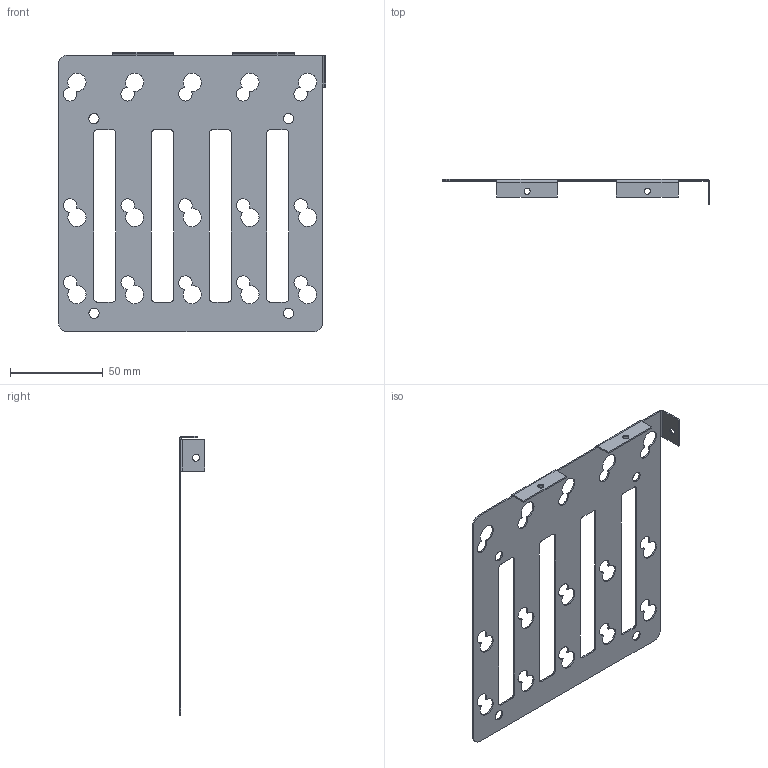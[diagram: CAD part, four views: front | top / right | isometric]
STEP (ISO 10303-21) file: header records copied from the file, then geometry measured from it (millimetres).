
FILE_DESCRIPTION (( 'STEP AP203' ), '1' );
FILE_NAME ('Part2.STEP', '2024-09-19T19:48:09', ( '' ), ( '' ), 'SwSTEP 2.0', 'SolidWorks 2018', '' );
FILE_SCHEMA (( 'CONFIG_CONTROL_DESIGN' ));
Length unit declared in the file: millimetre
Products named in the file (1): Part2
Bounding box: 144.3 x 13.5 x 150.8 mm (x, y, z)
Volume: 12694.7 mm3; surface area: 33541.8 mm2
Topology: 1 solids, 1 shells, 100 faces, 284 edges, 186 vertices
Faces by surface type: bspline 100
Entity records: 3987 total; most frequent: CARTESIAN_POINT 2277, ORIENTED_EDGE 554, EDGE_CURVE 277, VERTEX_POINT 186, EDGE_LOOP 159, B_SPLINE_CURVE_WITH_KNOTS 153, FACE_OUTER_BOUND 107, ADVANCED_FACE 100
